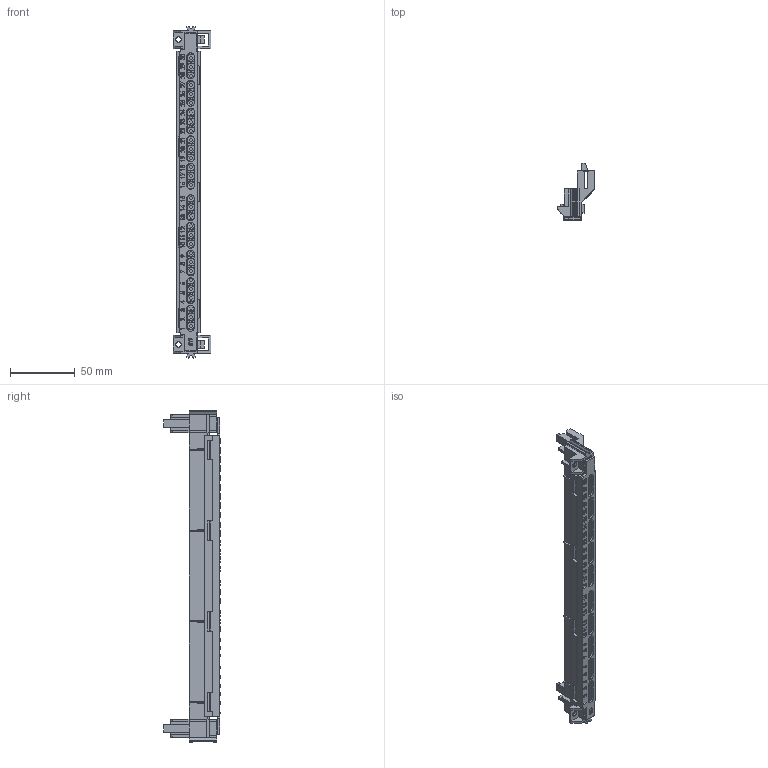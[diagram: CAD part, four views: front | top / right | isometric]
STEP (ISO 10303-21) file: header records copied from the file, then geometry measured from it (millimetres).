
FILE_DESCRIPTION((''),'2;1');
FILE_NAME('ASM0037_ASM','2021-02-19T',('marketing.praksa'),('Audax d.o.o.'),'CREO PARAMETRIC BY PTC INC, 2017480','CREO PARAMETRIC BY PTC INC, 2017480','');
FILE_SCHEMA(('AUTOMOTIVE_DESIGN { 1 0 10303 214 1 1 1 1 }'));
Products named in the file (13): TELO_SABIRNICE_1_1_2_3_4_5; SRAF_SABIRNICE_1_1_2_3_4_5; MESINGANA_SABIRNICA-111109_1__5; MESINGANA_SABIRNICA-111110_AS_5_ASM; POKLOPAC_SABIRNICE_1_1_2_3_4_5; SABIRNICA_18_ASM_1_1_2_3_4_5_ASM; TMP_DWG_65_1_1_1_2; TMP_DWG_65_1_2_1_2; TMP_DWG_65_1_3_1_2; ASM0008_1_ASM; LOGO_X-4_94_Y-3_13_ASM; NUMBERS; ASM0037_ASM
Assembly tree (27 placements, depth 4):
  ASM0037_ASM
    SABIRNICA_18_ASM_1_1_2_3_4_5_ASM
      TELO_SABIRNICE_1_1_2_3_4_5
      MESINGANA_SABIRNICA-111110_AS_5_ASM  x2
        SRAF_SABIRNICE_1_1_2_3_4_5
        MESINGANA_SABIRNICA-111109_1__5
      POKLOPAC_SABIRNICE_1_1_2_3_4_5
    LOGO_X-4_94_Y-3_13_ASM
      ASM0008_1_ASM
        TMP_DWG_65_1_1_1_2
        TMP_DWG_65_1_2_1_2
        TMP_DWG_65_1_3_1_2
    NUMBERS
Bounding box: 29.1 x 43.8 x 257 mm (x, y, z)
Volume: 48286.1 mm3; surface area: 59919.9 mm2
Topology: 88 solids, 88 shells, 1991 faces, 5660 edges, 3800 vertices
Faces by surface type: plane 1059, cylinder 402, extrusion 290, cone 180, bspline 60
Entity records: 74128 total; most frequent: CARTESIAN_POINT 21827, ORIENTED_EDGE 6992, DIRECTION 5515, PRESENTATION_STYLE_ASSIGNMENT 5044, STYLED_ITEM 5044, CURVE_STYLE 3786, EDGE_CURVE 3496, VECTOR 2743
